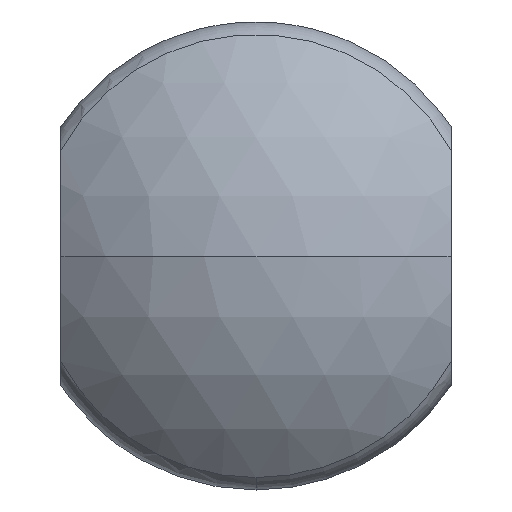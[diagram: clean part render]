
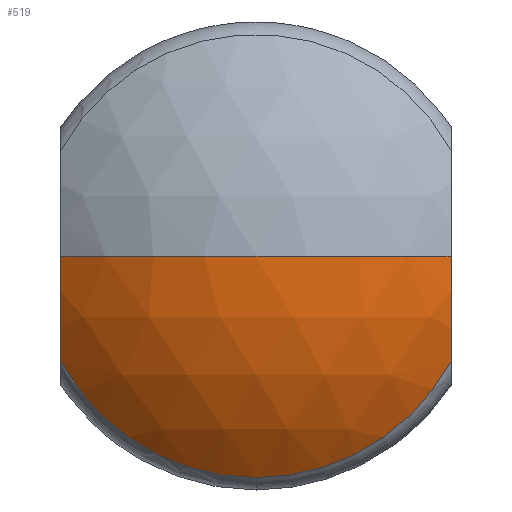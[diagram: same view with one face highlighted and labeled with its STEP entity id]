
A CAD part, front view. The second image highlights one B-rep face of the part: STEP entity #519.
In plain terms, the highlighted spherical face has radius 25 mm.
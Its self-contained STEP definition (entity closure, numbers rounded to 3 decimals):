
#57 = DIRECTION ( 'NONE',  ( 0., 0., -1. ) ) ;
#58 = DIRECTION ( 'NONE',  ( -1., 0., 0. ) ) ;
#200 = DIRECTION ( 'NONE',  ( 1., 0., 0. ) ) ;
#283 = DIRECTION ( 'NONE',  ( 0., 0., -1. ) ) ;
#304 = CARTESIAN_POINT ( 'NONE',  ( 0., -85., 0. ) ) ;
#324 = DIRECTION ( 'NONE',  ( 1., 0., 0. ) ) ;
#335 = CARTESIAN_POINT ( 'NONE',  ( 0., -110., 0. ) ) ;
#458 = AXIS2_PLACEMENT_3D ( 'NONE', #3154, #2565, #283 ) ;
#469 = EDGE_CURVE ( 'Defeature ausgef�hrt2_5+Defeature ausgef�hrt2_8+Defeature ausgef�hrt2_10+Defeature ausgef�hrt2_9', #1231, #3077, #1687, .T. ) ;
#475 = ORIENTED_EDGE ( 'NONE', *, *, #1946, .F. ) ;
#519 = ADVANCED_FACE ( 'Defeature ausgef�hrt2_5', ( #3119 ), #1585, .T. ) ;
#660 = EDGE_LOOP ( 'NONE', ( #2486, #1928, #1647, #475, #2250, #1006 ) ) ;
#895 = EDGE_CURVE ( 'Defeature ausgef�hrt2_9+Defeature ausgef�hrt2_5+Defeature ausgef�hrt2_4+Defeature ausgef�hrt2_8', #2093, #3077, #1044, .T. ) ;
#1006 = ORIENTED_EDGE ( 'NONE', *, *, #469, .T. ) ;
#1044 = CIRCLE ( 'NONE', #3718, 20. ) ;
#1193 = CARTESIAN_POINT ( 'NONE',  ( -15., -85., 0. ) ) ;
#1195 = DIRECTION ( 'NONE',  ( -1., 0., 0. ) ) ;
#1231 = VERTEX_POINT ( 'NONE', #1610 ) ;
#1238 = CARTESIAN_POINT ( 'NONE',  ( 15., -103.288, -8.096 ) ) ;
#1316 = CIRCLE ( 'NONE', #3691, 20. ) ;
#1381 = CIRCLE ( 'NONE', #2798, 25. ) ;
#1400 = CARTESIAN_POINT ( 'NONE',  ( -15., -103.288, -8.096 ) ) ;
#1481 = AXIS2_PLACEMENT_3D ( 'NONE', #2103, #57, #3496 ) ;
#1584 = DIRECTION ( 'NONE',  ( 0., -1., 0. ) ) ;
#1585 = SPHERICAL_SURFACE ( 'NONE', #1481, 25. ) ;
#1610 = CARTESIAN_POINT ( 'NONE',  ( 0., -103.288, -17.045 ) ) ;
#1621 = CARTESIAN_POINT ( 'NONE',  ( -15., -105., 0. ) ) ;
#1647 = ORIENTED_EDGE ( 'NONE', *, *, #3000, .F. ) ;
#1687 = CIRCLE ( 'NONE', #458, 17.045 ) ;
#1711 = VERTEX_POINT ( 'NONE', #1621 ) ;
#1722 = DIRECTION ( 'NONE',  ( 0., 0., 1. ) ) ;
#1785 = VERTEX_POINT ( 'NONE', #1400 ) ;
#1861 = CARTESIAN_POINT ( 'NONE',  ( 15., -105., 0. ) ) ;
#1863 = DIRECTION ( 'NONE',  ( 0., 0., -1. ) ) ;
#1928 = ORIENTED_EDGE ( 'NONE', *, *, #3341, .T. ) ;
#1942 = CIRCLE ( 'NONE', #2601, 25. ) ;
#1946 = EDGE_CURVE ( 'Defeature ausgef�hrt2_10+Defeature ausgef�hrt2_5+Defeature ausgef�hrt2_8+Defeature ausgef�hrt2_4', #1785, #1711, #1316, .T. ) ;
#2074 = CARTESIAN_POINT ( 'NONE',  ( 0., -85., 0. ) ) ;
#2093 = VERTEX_POINT ( 'NONE', #1861 ) ;
#2103 = CARTESIAN_POINT ( 'NONE',  ( 0., -85., 0. ) ) ;
#2250 = ORIENTED_EDGE ( 'NONE', *, *, #3624, .T. ) ;
#2261 = CIRCLE ( 'NONE', #3163, 17.045 ) ;
#2308 = DIRECTION ( 'NONE',  ( 0., 0., -1. ) ) ;
#2316 = DIRECTION ( 'NONE',  ( 0., 0., -1. ) ) ;
#2486 = ORIENTED_EDGE ( 'NONE', *, *, #895, .F. ) ;
#2535 = CARTESIAN_POINT ( 'NONE',  ( 15., -85., 0. ) ) ;
#2565 = DIRECTION ( 'NONE',  ( 0., -1., 0. ) ) ;
#2601 = AXIS2_PLACEMENT_3D ( 'NONE', #304, #2316, #1195 ) ;
#2798 = AXIS2_PLACEMENT_3D ( 'NONE', #2074, #1722, #324 ) ;
#2839 = DIRECTION ( 'NONE',  ( 0., 0., 1. ) ) ;
#3000 = EDGE_CURVE ( 'NONE', #1711, #3377, #1381, .T. ) ;
#3046 = CARTESIAN_POINT ( 'NONE',  ( 0., -103.288, 0. ) ) ;
#3077 = VERTEX_POINT ( 'NONE', #1238 ) ;
#3119 = FACE_OUTER_BOUND ( 'NONE', #660, .T. ) ;
#3154 = CARTESIAN_POINT ( 'NONE',  ( 0., -103.288, 0. ) ) ;
#3163 = AXIS2_PLACEMENT_3D ( 'NONE', #3046, #1584, #1863 ) ;
#3341 = EDGE_CURVE ( 'NONE', #2093, #3377, #1942, .T. ) ;
#3377 = VERTEX_POINT ( 'NONE', #335 ) ;
#3496 = DIRECTION ( 'NONE',  ( -1., 0., 0. ) ) ;
#3624 = EDGE_CURVE ( 'Defeature ausgef�hrt2_5+Defeature ausgef�hrt2_8+Defeature ausgef�hrt2_10+Defeature ausgef�hrt2_9', #1785, #1231, #2261, .T. ) ;
#3691 = AXIS2_PLACEMENT_3D ( 'NONE', #1193, #58, #2308 ) ;
#3718 = AXIS2_PLACEMENT_3D ( 'NONE', #2535, #200, #2839 ) ;
